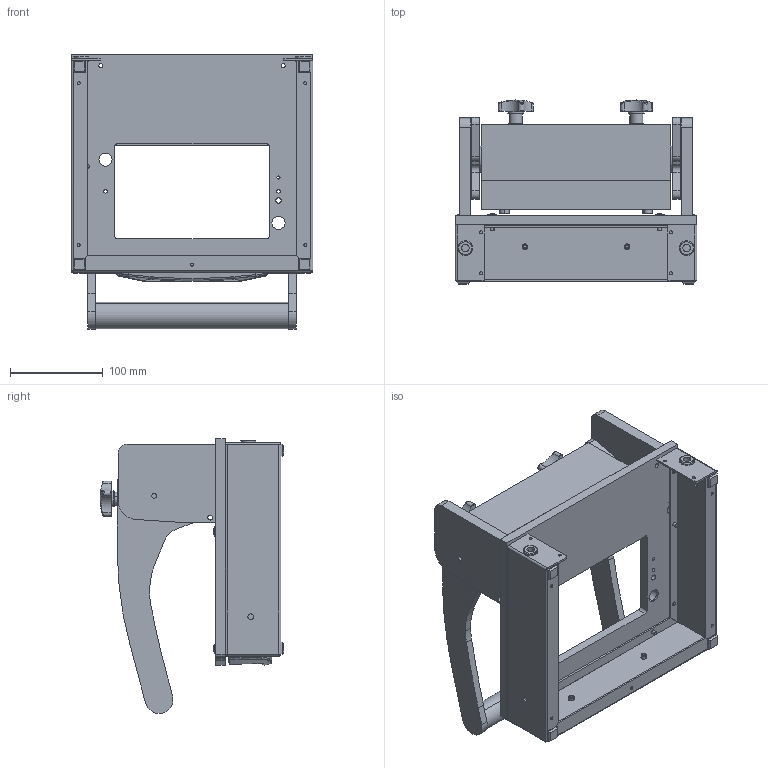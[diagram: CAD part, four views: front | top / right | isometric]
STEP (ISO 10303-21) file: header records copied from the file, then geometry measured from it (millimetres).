
FILE_DESCRIPTION (( 'STEP AP214' ), '1' );
FILE_NAME ('40600~2.STEP', '2022-05-04T13:43:33', ( '' ), ( '' ), 'SwSTEP 2.0', 'SolidWorks 2018', '' );
FILE_SCHEMA (( 'AUTOMOTIVE_DESIGN' ));
Length unit declared in the file: millimetre
Products named in the file (23): 50859~0_S; 26724~0; 40600~2; 45910~2_KUNDE<S>; DIN6325~n_04,0m6x020; DIN6325~n_04,0m6x014; 17281~0_S; 38608~7_KUNDE<S>; 40594~2_S; 39399~5_KUNDE<S>; 36180~1_S; 40891~1_KUNDE<S>; DIN7991~n_M05,0x020; 40572~2_KUNDE<S>; 32171~0_S; 51767~1_S; 40595~1_KUNDE<S>; DIN125~n_08,4 M08,0 Fase; 39057~2_S; 38784~1_S; 38781~8_S; 2719~0; 41362~0_S
Assembly tree (42 placements, depth 3):
  40600~2
    36180~1_S
      51767~1_S
      32171~0_S
      50859~0_S  x2
      2719~0  x4
    45910~2_KUNDE<S>
      38781~8_S
      40572~2_KUNDE<S>
      40595~1_KUNDE<S>
      40891~1_KUNDE<S>  x2
      38784~1_S
      40594~2_S
      38608~7_KUNDE<S>
      39399~5_KUNDE<S>
      39057~2_S  x2
      17281~0_S
      41362~0_S  x2
      DIN125~n_08,4 M08,0 Fase  x2
      DIN6325~n_04,0m6x020  x4
      DIN6325~n_04,0m6x014  x4
      26724~0  x4
      DIN7991~n_M05,0x020  x4
Bounding box: 260 x 197.6 x 295.61 mm (x, y, z)
Volume: 1552423.8 mm3; surface area: 533845.5 mm2
Topology: 40 solids, 40 shells, 1001 faces, 2457 edges, 1556 vertices
Faces by surface type: plane 403, cylinder 319, cone 112, bspline 111, sphere 40, torus 16
Entity records: 29668 total; most frequent: CARTESIAN_POINT 11510, ORIENTED_EDGE 3410, DIRECTION 3273, EDGE_CURVE 1705, AXIS2_PLACEMENT_3D 1217, VERTEX_POINT 1086, VECTOR 839, LINE 839
